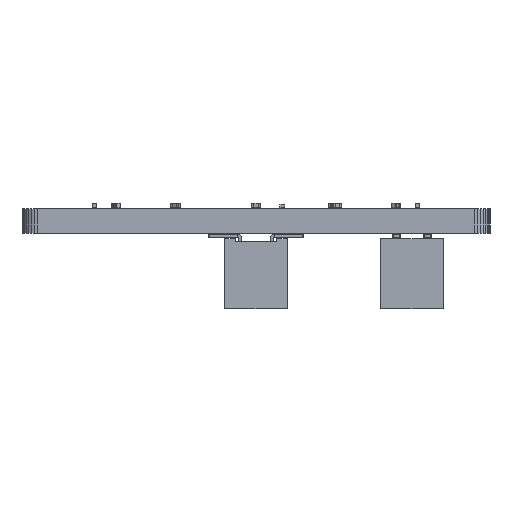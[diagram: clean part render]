
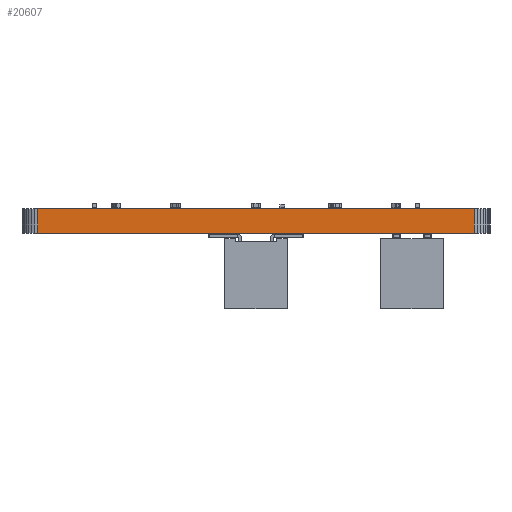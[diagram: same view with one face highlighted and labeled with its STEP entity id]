
A CAD part, left-side view. The second image highlights one B-rep face of the part: STEP entity #20607.
In plain terms, the highlighted planar face has unit normal (-1, 0, 0).
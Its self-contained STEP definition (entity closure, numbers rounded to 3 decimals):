
#14241 = PLANE('',#14242);
#14242 = AXIS2_PLACEMENT_3D('',#14243,#14244,#14245);
#14243 = CARTESIAN_POINT('',(0.,0.,1.58)
  );
#14244 = DIRECTION('',(-0.,-0.,-1.));
#14245 = DIRECTION('',(-1.,0.,0.));
#14295 = PLANE('',#14296);
#14296 = AXIS2_PLACEMENT_3D('',#14297,#14298,#14299);
#14297 = CARTESIAN_POINT('',(0.,0.,0.));
#14298 = DIRECTION('',(-0.,-0.,-1.));
#14299 = DIRECTION('',(-1.,0.,0.));
#15076 = VERTEX_POINT('',#15077);
#15077 = CARTESIAN_POINT('',(-15.,-14.,0.));
#15091 = PLANE('',#15092);
#15092 = AXIS2_PLACEMENT_3D('',#15093,#15094,#15095);
#15093 = CARTESIAN_POINT('',(-14.981,-14.195,0.));
#15094 = DIRECTION('',(-0.995,-0.098,0.));
#15095 = DIRECTION('',(-0.098,0.995,0.));
#15103 = EDGE_CURVE('',#15076,#15104,#15106,.T.);
#15104 = VERTEX_POINT('',#15105);
#15105 = CARTESIAN_POINT('',(-15.,14.,0.));
#15106 = SURFACE_CURVE('',#15107,(#15111,#15118),.PCURVE_S1.);
#15107 = LINE('',#15108,#15109);
#15108 = CARTESIAN_POINT('',(-15.,-14.,0.));
#15109 = VECTOR('',#15110,1.);
#15110 = DIRECTION('',(0.,1.,0.));
#15111 = PCURVE('',#14295,#15112);
#15112 = DEFINITIONAL_REPRESENTATION('',(#15113),#15117);
#15113 = LINE('',#15114,#15115);
#15114 = CARTESIAN_POINT('',(15.,-14.));
#15115 = VECTOR('',#15116,1.);
#15116 = DIRECTION('',(0.,1.));
#15117 = ( GEOMETRIC_REPRESENTATION_CONTEXT(2) 
PARAMETRIC_REPRESENTATION_CONTEXT() REPRESENTATION_CONTEXT('2D SPACE',''
  ) );
#15118 = PCURVE('',#15119,#15124);
#15119 = PLANE('',#15120);
#15120 = AXIS2_PLACEMENT_3D('',#15121,#15122,#15123);
#15121 = CARTESIAN_POINT('',(-15.,-14.,0.));
#15122 = DIRECTION('',(-1.,0.,0.));
#15123 = DIRECTION('',(0.,1.,0.));
#15124 = DEFINITIONAL_REPRESENTATION('',(#15125),#15129);
#15125 = LINE('',#15126,#15127);
#15126 = CARTESIAN_POINT('',(0.,0.));
#15127 = VECTOR('',#15128,1.);
#15128 = DIRECTION('',(1.,0.));
#15129 = ( GEOMETRIC_REPRESENTATION_CONTEXT(2) 
PARAMETRIC_REPRESENTATION_CONTEXT() REPRESENTATION_CONTEXT('2D SPACE',''
  ) );
#15147 = PLANE('',#15148);
#15148 = AXIS2_PLACEMENT_3D('',#15149,#15150,#15151);
#15149 = CARTESIAN_POINT('',(-15.,14.,0.));
#15150 = DIRECTION('',(-0.995,0.098,0.));
#15151 = DIRECTION('',(0.098,0.995,0.));
#18075 = VERTEX_POINT('',#18076);
#18076 = CARTESIAN_POINT('',(-15.,-14.,1.58));
#18097 = EDGE_CURVE('',#18075,#18098,#18100,.T.);
#18098 = VERTEX_POINT('',#18099);
#18099 = CARTESIAN_POINT('',(-15.,14.,1.58));
#18100 = SURFACE_CURVE('',#18101,(#18105,#18112),.PCURVE_S1.);
#18101 = LINE('',#18102,#18103);
#18102 = CARTESIAN_POINT('',(-15.,-14.,1.58));
#18103 = VECTOR('',#18104,1.);
#18104 = DIRECTION('',(0.,1.,0.));
#18105 = PCURVE('',#14241,#18106);
#18106 = DEFINITIONAL_REPRESENTATION('',(#18107),#18111);
#18107 = LINE('',#18108,#18109);
#18108 = CARTESIAN_POINT('',(15.,-14.));
#18109 = VECTOR('',#18110,1.);
#18110 = DIRECTION('',(0.,1.));
#18111 = ( GEOMETRIC_REPRESENTATION_CONTEXT(2) 
PARAMETRIC_REPRESENTATION_CONTEXT() REPRESENTATION_CONTEXT('2D SPACE',''
  ) );
#18112 = PCURVE('',#15119,#18113);
#18113 = DEFINITIONAL_REPRESENTATION('',(#18114),#18118);
#18114 = LINE('',#18115,#18116);
#18115 = CARTESIAN_POINT('',(0.,-1.58));
#18116 = VECTOR('',#18117,1.);
#18117 = DIRECTION('',(1.,0.));
#18118 = ( GEOMETRIC_REPRESENTATION_CONTEXT(2) 
PARAMETRIC_REPRESENTATION_CONTEXT() REPRESENTATION_CONTEXT('2D SPACE',''
  ) );
#20557 = EDGE_CURVE('',#15104,#18098,#20558,.T.);
#20558 = SURFACE_CURVE('',#20559,(#20563,#20570),.PCURVE_S1.);
#20559 = LINE('',#20560,#20561);
#20560 = CARTESIAN_POINT('',(-15.,14.,0.));
#20561 = VECTOR('',#20562,1.);
#20562 = DIRECTION('',(0.,0.,1.));
#20563 = PCURVE('',#15147,#20564);
#20564 = DEFINITIONAL_REPRESENTATION('',(#20565),#20569);
#20565 = LINE('',#20566,#20567);
#20566 = CARTESIAN_POINT('',(0.,0.));
#20567 = VECTOR('',#20568,1.);
#20568 = DIRECTION('',(0.,-1.));
#20569 = ( GEOMETRIC_REPRESENTATION_CONTEXT(2) 
PARAMETRIC_REPRESENTATION_CONTEXT() REPRESENTATION_CONTEXT('2D SPACE',''
  ) );
#20570 = PCURVE('',#15119,#20571);
#20571 = DEFINITIONAL_REPRESENTATION('',(#20572),#20576);
#20572 = LINE('',#20573,#20574);
#20573 = CARTESIAN_POINT('',(28.,0.));
#20574 = VECTOR('',#20575,1.);
#20575 = DIRECTION('',(0.,-1.));
#20576 = ( GEOMETRIC_REPRESENTATION_CONTEXT(2) 
PARAMETRIC_REPRESENTATION_CONTEXT() REPRESENTATION_CONTEXT('2D SPACE',''
  ) );
#20607 = ADVANCED_FACE('',(#20608),#15119,.T.);
#20608 = FACE_BOUND('',#20609,.T.);
#20609 = EDGE_LOOP('',(#20610,#20631,#20632,#20633));
#20610 = ORIENTED_EDGE('',*,*,#20611,.T.);
#20611 = EDGE_CURVE('',#15076,#18075,#20612,.T.);
#20612 = SURFACE_CURVE('',#20613,(#20617,#20624),.PCURVE_S1.);
#20613 = LINE('',#20614,#20615);
#20614 = CARTESIAN_POINT('',(-15.,-14.,0.));
#20615 = VECTOR('',#20616,1.);
#20616 = DIRECTION('',(0.,0.,1.));
#20617 = PCURVE('',#15119,#20618);
#20618 = DEFINITIONAL_REPRESENTATION('',(#20619),#20623);
#20619 = LINE('',#20620,#20621);
#20620 = CARTESIAN_POINT('',(0.,0.));
#20621 = VECTOR('',#20622,1.);
#20622 = DIRECTION('',(0.,-1.));
#20623 = ( GEOMETRIC_REPRESENTATION_CONTEXT(2) 
PARAMETRIC_REPRESENTATION_CONTEXT() REPRESENTATION_CONTEXT('2D SPACE',''
  ) );
#20624 = PCURVE('',#15091,#20625);
#20625 = DEFINITIONAL_REPRESENTATION('',(#20626),#20630);
#20626 = LINE('',#20627,#20628);
#20627 = CARTESIAN_POINT('',(0.196,0.));
#20628 = VECTOR('',#20629,1.);
#20629 = DIRECTION('',(0.,-1.));
#20630 = ( GEOMETRIC_REPRESENTATION_CONTEXT(2) 
PARAMETRIC_REPRESENTATION_CONTEXT() REPRESENTATION_CONTEXT('2D SPACE',''
  ) );
#20631 = ORIENTED_EDGE('',*,*,#18097,.T.);
#20632 = ORIENTED_EDGE('',*,*,#20557,.F.);
#20633 = ORIENTED_EDGE('',*,*,#15103,.F.);
